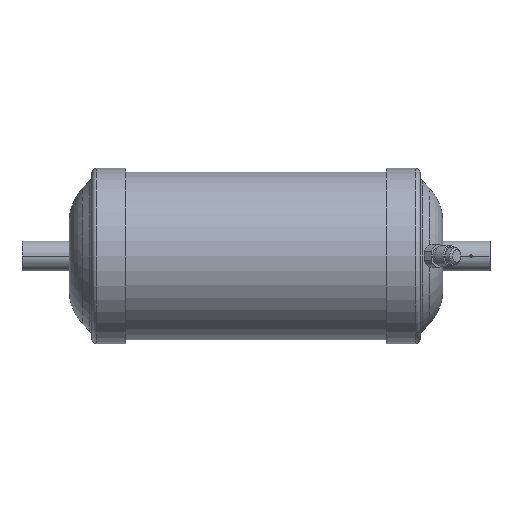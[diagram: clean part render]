
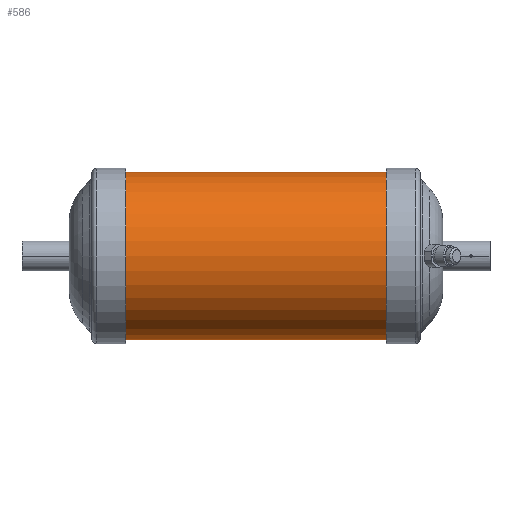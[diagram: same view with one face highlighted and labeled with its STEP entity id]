
A CAD part, front view. The second image highlights one B-rep face of the part: STEP entity #586.
In plain terms, the highlighted cylindrical face has radius 44.45 mm (diameter 88.9 mm), a partial arc.
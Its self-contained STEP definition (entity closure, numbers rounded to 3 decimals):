
#34 = CARTESIAN_POINT ( 'NONE',  ( 85.5, 0., 0. ) ) ;
#51 = CARTESIAN_POINT ( 'NONE',  ( 69., 0., -44.45 ) ) ;
#209 = CARTESIAN_POINT ( 'NONE',  ( -69., 0., 44.45 ) ) ;
#401 = LINE ( 'NONE', #2110, #1933 ) ;
#425 = DIRECTION ( 'NONE',  ( -1., 0., 0. ) ) ;
#462 = VERTEX_POINT ( 'NONE', #209 ) ;
#510 = FACE_OUTER_BOUND ( 'NONE', #995, .T. ) ;
#586 = ADVANCED_FACE ( 'NONE', ( #510 ), #678, .T. ) ;
#669 = EDGE_CURVE ( 'NONE', #462, #1163, #2250, .T. ) ;
#678 = CYLINDRICAL_SURFACE ( 'NONE', #2303, 44.45 ) ;
#829 = CARTESIAN_POINT ( 'NONE',  ( 69., 0., 44.45 ) ) ;
#851 = DIRECTION ( 'NONE',  ( 0., 0., 1. ) ) ;
#863 = CARTESIAN_POINT ( 'NONE',  ( 69., 0., 0. ) ) ;
#995 = EDGE_LOOP ( 'NONE', ( #2383, #1353, #1450, #2224 ) ) ;
#1057 = AXIS2_PLACEMENT_3D ( 'NONE', #2588, #1125, #1554 ) ;
#1116 = VERTEX_POINT ( 'NONE', #829 ) ;
#1124 = EDGE_CURVE ( 'NONE', #1116, #462, #401, .T. ) ;
#1125 = DIRECTION ( 'NONE',  ( 1., 0., 0. ) ) ;
#1163 = VERTEX_POINT ( 'NONE', #1903 ) ;
#1292 = DIRECTION ( 'NONE',  ( -1., 0., 0. ) ) ;
#1353 = ORIENTED_EDGE ( 'NONE', *, *, #2082, .T. ) ;
#1400 = AXIS2_PLACEMENT_3D ( 'NONE', #863, #1292, #851 ) ;
#1437 = LINE ( 'NONE', #1895, #2459 ) ;
#1450 = ORIENTED_EDGE ( 'NONE', *, *, #1124, .T. ) ;
#1527 = DIRECTION ( 'NONE',  ( 0., 0., 1. ) ) ;
#1554 = DIRECTION ( 'NONE',  ( 0., 0., -1. ) ) ;
#1752 = DIRECTION ( 'NONE',  ( -1., 0., 0. ) ) ;
#1895 = CARTESIAN_POINT ( 'NONE',  ( 85.5, 0., -44.45 ) ) ;
#1903 = CARTESIAN_POINT ( 'NONE',  ( -69., 0., -44.45 ) ) ;
#1933 = VECTOR ( 'NONE', #425, 1000. ) ;
#2071 = EDGE_CURVE ( 'NONE', #2523, #1163, #1437, .T. ) ;
#2082 = EDGE_CURVE ( 'NONE', #2523, #1116, #2581, .T. ) ;
#2110 = CARTESIAN_POINT ( 'NONE',  ( 85.5, 0., 44.45 ) ) ;
#2224 = ORIENTED_EDGE ( 'NONE', *, *, #669, .T. ) ;
#2250 = CIRCLE ( 'NONE', #1057, 44.45 ) ;
#2303 = AXIS2_PLACEMENT_3D ( 'NONE', #34, #1752, #1527 ) ;
#2383 = ORIENTED_EDGE ( 'NONE', *, *, #2071, .F. ) ;
#2459 = VECTOR ( 'NONE', #2734, 1000. ) ;
#2523 = VERTEX_POINT ( 'NONE', #51 ) ;
#2581 = CIRCLE ( 'NONE', #1400, 44.45 ) ;
#2588 = CARTESIAN_POINT ( 'NONE',  ( -69., 0., 0. ) ) ;
#2734 = DIRECTION ( 'NONE',  ( -1., 0., 0. ) ) ;
